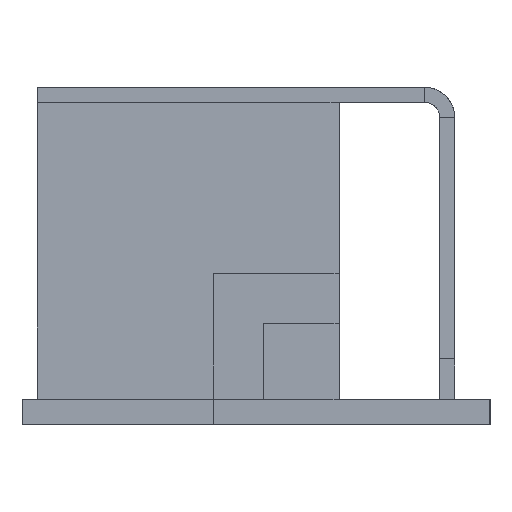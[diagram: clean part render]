
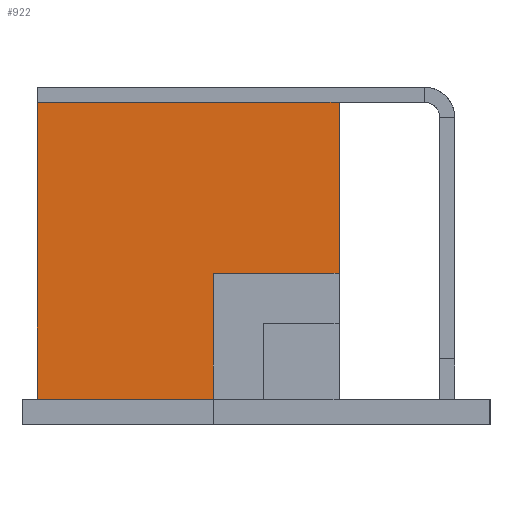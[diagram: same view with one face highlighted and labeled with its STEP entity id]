
A CAD part, left-side view. The second image highlights one B-rep face of the part: STEP entity #922.
In plain terms, the highlighted planar face has unit normal (-1, 0, 0).
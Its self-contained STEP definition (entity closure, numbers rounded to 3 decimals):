
#922=ADVANCED_FACE('',(#6088),#6090,.F.);
#6088=FACE_BOUND('',#6089,.T.);
#6089=EDGE_LOOP('',(#13621,#13622,#13623,#13624,#13625,#13626));
#6090=PLANE('',#6091);
#6091=AXIS2_PLACEMENT_3D('',#6092,#6093,#6094);
#6092=CARTESIAN_POINT('',(-15.5,-1.65,6.408));
#6093=DIRECTION('',(1.,0.,0.));
#6094=DIRECTION('',(0.,0.,-1.));
#13621=ORIENTED_EDGE('',*,*,#16453,.F.);
#13622=ORIENTED_EDGE('',*,*,#16454,.F.);
#13623=ORIENTED_EDGE('',*,*,#16455,.F.);
#13624=ORIENTED_EDGE('',*,*,#16425,.F.);
#13625=ORIENTED_EDGE('',*,*,#16456,.T.);
#13626=ORIENTED_EDGE('',*,*,#16457,.T.);
#16425=EDGE_CURVE('',#18141,#18137,#18143,.T.);
#16453=EDGE_CURVE('',#18196,#18197,#18198,.T.);
#16454=EDGE_CURVE('',#18199,#18196,#18200,.T.);
#16455=EDGE_CURVE('',#18137,#18199,#18201,.T.);
#16456=EDGE_CURVE('',#18141,#18202,#18203,.T.);
#16457=EDGE_CURVE('',#18202,#18197,#18204,.T.);
#18137=VERTEX_POINT('',#21241);
#18141=VERTEX_POINT('',#21249);
#18143=LINE('',#21253,#21254);
#18196=VERTEX_POINT('',#21362);
#18197=VERTEX_POINT('',#21363);
#18198=LINE('',#21364,#21365);
#18199=VERTEX_POINT('',#21367);
#18200=LINE('',#21368,#21369);
#18201=LINE('',#21371,#21372);
#18202=VERTEX_POINT('',#21374);
#18203=LINE('',#21375,#21376);
#18204=LINE('',#21378,#21379);
#21241=CARTESIAN_POINT('',(-15.5,-1.65,6.408));
#21249=CARTESIAN_POINT('',(-15.5,4.35,6.408));
#21253=CARTESIAN_POINT('',(-15.5,4.35,6.408));
#21254=VECTOR('',#21255,1.);
#21255=DIRECTION('',(0.,-1.,0.));
#21362=CARTESIAN_POINT('',(-15.5,0.85,3.008));
#21363=CARTESIAN_POINT('',(-15.5,0.85,0.508));
#21364=CARTESIAN_POINT('',(-15.5,0.85,3.008));
#21365=VECTOR('',#21366,1.);
#21366=DIRECTION('',(0.,0.,-1.));
#21367=CARTESIAN_POINT('',(-15.5,-1.65,3.008));
#21368=CARTESIAN_POINT('',(-15.5,-1.65,3.008));
#21369=VECTOR('',#21370,1.);
#21370=DIRECTION('',(0.,1.,0.));
#21371=CARTESIAN_POINT('',(-15.5,-1.65,6.408));
#21372=VECTOR('',#21373,1.);
#21373=DIRECTION('',(0.,0.,-1.));
#21374=CARTESIAN_POINT('',(-15.5,4.35,0.508));
#21375=CARTESIAN_POINT('',(-15.5,4.35,6.408));
#21376=VECTOR('',#21377,1.);
#21377=DIRECTION('',(0.,0.,-1.));
#21378=CARTESIAN_POINT('',(-15.5,4.35,0.508));
#21379=VECTOR('',#21380,1.);
#21380=DIRECTION('',(0.,-1.,0.));
